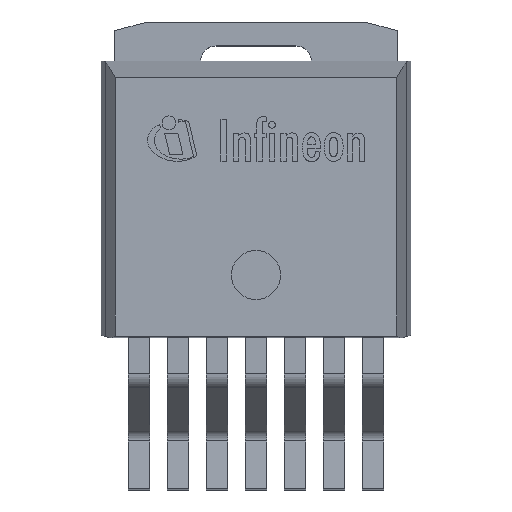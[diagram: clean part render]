
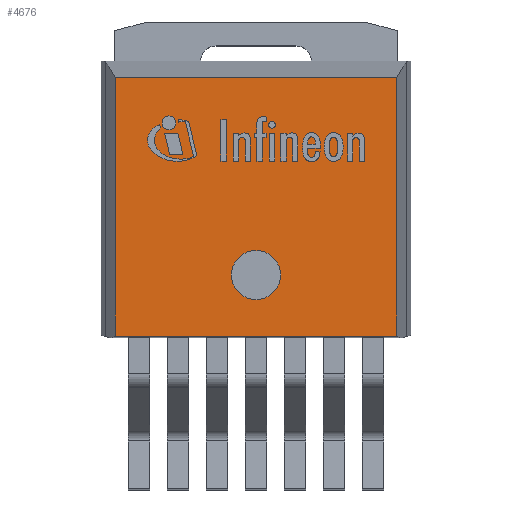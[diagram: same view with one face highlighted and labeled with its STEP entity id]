
A CAD part, top view. The second image highlights one B-rep face of the part: STEP entity #4676.
In plain terms, the highlighted planar face has unit normal (0, 0, 1).
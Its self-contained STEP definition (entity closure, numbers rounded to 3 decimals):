
#54=FACE_BOUND($,#508,.T.);
#55=FACE_BOUND($,#509,.T.);
#113=PLANE($,#4989);
#508=EDGE_LOOP($,(#3168));
#509=EDGE_LOOP($,(#3169,#3170,#3171,#3172));
#778=CIRCLE($,#4990,0.8);
#1102=LINE($,#7219,#1521);
#1103=LINE($,#7224,#1522);
#1104=LINE($,#7226,#1523);
#1105=LINE($,#7227,#1524);
#1521=VECTOR($,#5630,8.419);
#1522=VECTOR($,#5635,9.161);
#1523=VECTOR($,#5636,8.419);
#1524=VECTOR($,#5637,9.161);
#1928=VERTEX_POINT($,#7210);
#1932=VERTEX_POINT($,#7217);
#1933=VERTEX_POINT($,#7221);
#1934=VERTEX_POINT($,#7223);
#1935=VERTEX_POINT($,#7225);
#2420=EDGE_CURVE($,#1932,#1928,#1102,.T.);
#2421=EDGE_CURVE($,#1933,#1933,#778,.T.);
#2422=EDGE_CURVE($,#1932,#1934,#1103,.T.);
#2423=EDGE_CURVE($,#1935,#1934,#1104,.T.);
#2424=EDGE_CURVE($,#1935,#1928,#1105,.T.);
#3168=ORIENTED_EDGE($,*,*,#2421,.T.);
#3169=ORIENTED_EDGE($,*,*,#2420,.F.);
#3170=ORIENTED_EDGE($,*,*,#2422,.T.);
#3171=ORIENTED_EDGE($,*,*,#2423,.F.);
#3172=ORIENTED_EDGE($,*,*,#2424,.T.);
#4676=ADVANCED_FACE($,(#54,#55),#113,.T.);
#4989=AXIS2_PLACEMENT_3D($,#7220,#5631,#5632);
#4990=AXIS2_PLACEMENT_3D($,#7222,#5633,#5634);
#5630=DIRECTION($,(0.,1.,0.));
#5631=DIRECTION('center_axis',(0.,0.,1.));
#5632=DIRECTION('ref_axis',(0.,-1.,0.));
#5633=DIRECTION('center_axis',(0.,0.,-1.));
#5634=DIRECTION('ref_axis',(-1.,0.,0.));
#5635=DIRECTION($,(1.,0.,0.));
#5636=DIRECTION($,(0.,-1.,0.));
#5637=DIRECTION($,(-1.,0.,0.));
#7210=CARTESIAN_POINT('',(-4.58,3.97,4.572));
#7217=CARTESIAN_POINT('',(-4.58,-4.449,4.572));
#7219=CARTESIAN_POINT($,(-4.58,1.935,4.572));
#7220=CARTESIAN_POINT('Origin',(0.,3.97,4.572));
#7221=CARTESIAN_POINT('',(0.8,-2.462,4.572));
#7222=CARTESIAN_POINT('Origin',(0.,-2.462,
4.572));
#7223=CARTESIAN_POINT('',(4.58,-4.449,4.572));
#7224=CARTESIAN_POINT($,(0.,-4.449,4.572));
#7225=CARTESIAN_POINT('',(4.58,3.97,4.572));
#7226=CARTESIAN_POINT($,(4.58,1.935,4.572));
#7227=CARTESIAN_POINT($,(0.,3.97,4.572));
